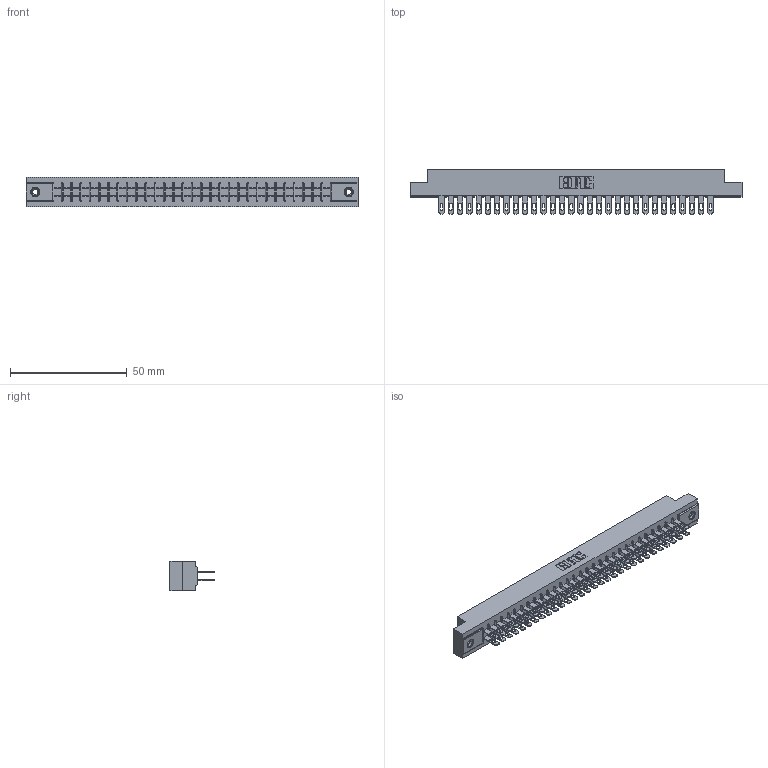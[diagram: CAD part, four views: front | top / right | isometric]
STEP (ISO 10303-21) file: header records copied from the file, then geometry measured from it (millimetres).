
FILE_DESCRIPTION (( 'STEP AP203' ), '1' );
FILE_NAME ('305-060-500-508.STEP', '2019-09-10T00:57:47', ( '' ), ( '' ), 'SwSTEP 2.0', 'SolidWorks 2016', '' );
FILE_SCHEMA (( 'CONFIG_CONTROL_DESIGN' ));
Length unit declared in the file: inch
Products named in the file (4): 305 Part_.156 Dia; 305-290-001_500; 345-250-001_345-250-003-102; 305-060-500-508
Assembly tree (63 placements, depth 2):
  305-060-500-508
    305 Part_.156 Dia
    305-290-001_500  x60
    345-250-001_345-250-003-102  x2
Bounding box: 141.88 x 18.85 x 12.7 mm (x, y, z)
Volume: 14492.9 mm3; surface area: 20026.1 mm2
Topology: 63 solids, 63 shells, 3176 faces, 9062 edges, 5872 vertices
Faces by surface type: plane 1780, cylinder 1260, sphere 120, cone 12, torus 4
Entity records: 35150 total; most frequent: CARTESIAN_POINT 5799, ORIENTED_EDGE 5748, DIRECTION 5632, EDGE_CURVE 2874, VECTOR 2306, LINE 2306, VERTEX_POINT 1830, AXIS2_PLACEMENT_3D 1663
